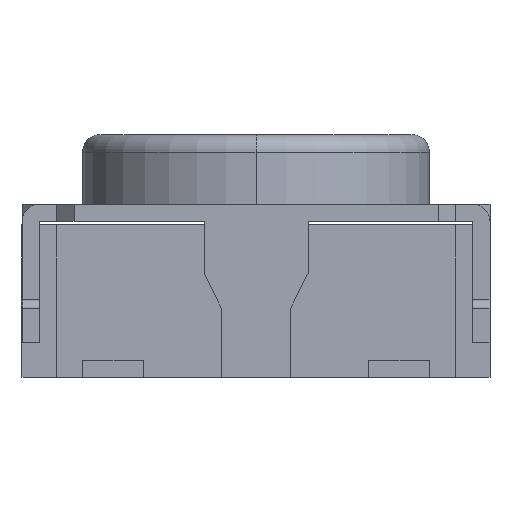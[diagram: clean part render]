
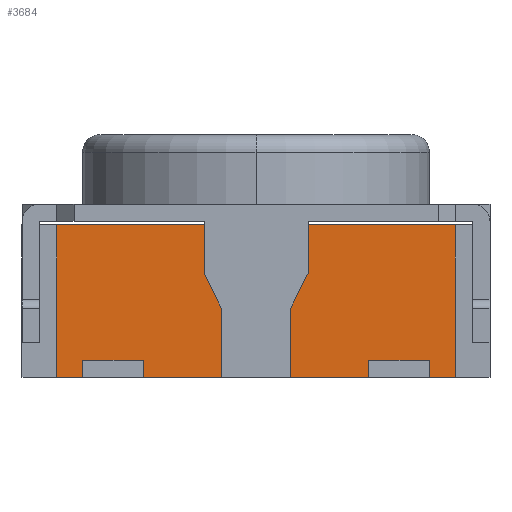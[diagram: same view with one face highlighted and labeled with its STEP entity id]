
A CAD part, left-side view. The second image highlights one B-rep face of the part: STEP entity #3684.
In plain terms, the highlighted planar face has unit normal (-1, 0, 0).
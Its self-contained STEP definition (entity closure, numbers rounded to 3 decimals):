
#1723 = VERTEX_POINT ( 'NONE', #14156 ) ;
#1735 = ORIENTED_EDGE ( 'NONE', *, *, #18663, .T. ) ;
#2352 = LINE ( 'NONE', #5678, #21267 ) ;
#2578 = CARTESIAN_POINT ( 'NONE',  ( 0.15, 2.5, -1. ) ) ;
#3259 = LINE ( 'NONE', #4801, #12345 ) ;
#3684 = ADVANCED_FACE ( 'NONE', ( #4420 ), #4531, .T. ) ;
#3859 = EDGE_CURVE ( 'NONE', #8535, #15358, #7450, .T. ) ;
#3909 = DIRECTION ( 'NONE',  ( 0., 1., 0. ) ) ;
#4420 = FACE_OUTER_BOUND ( 'NONE', #17516, .T. ) ;
#4531 = PLANE ( 'NONE',  #9004 ) ;
#4801 = CARTESIAN_POINT ( 'NONE',  ( 0.15, 2.5, -0.12 ) ) ;
#4921 = CARTESIAN_POINT ( 'NONE',  ( 0.15, 2.5, -0.12 ) ) ;
#5094 = VECTOR ( 'NONE', #19407, 1000. ) ;
#5678 = CARTESIAN_POINT ( 'NONE',  ( 0.15, 2.5, -1. ) ) ;
#6309 = DIRECTION ( 'NONE',  ( 0., -1., 0. ) ) ;
#7450 = LINE ( 'NONE', #12597, #5094 ) ;
#8300 = DIRECTION ( 'NONE',  ( 0., 0., -1. ) ) ;
#8535 = VERTEX_POINT ( 'NONE', #21869 ) ;
#9004 = AXIS2_PLACEMENT_3D ( 'NONE', #12932, #11364, #6309 ) ;
#11364 = DIRECTION ( 'NONE',  ( -1., 0., 0. ) ) ;
#11611 = EDGE_CURVE ( 'NONE', #15358, #18872, #2352, .T. ) ;
#11644 = DIRECTION ( 'NONE',  ( 0., 1., 0. ) ) ;
#12345 = VECTOR ( 'NONE', #8300, 1000. ) ;
#12597 = CARTESIAN_POINT ( 'NONE',  ( 0.15, 0.2, -0.12 ) ) ;
#12932 = CARTESIAN_POINT ( 'NONE',  ( 0.15, 2.5, -0.12 ) ) ;
#14156 = CARTESIAN_POINT ( 'NONE',  ( 0.15, 2.5, -0.12 ) ) ;
#14816 = VECTOR ( 'NONE', #11644, 1000. ) ;
#14984 = ORIENTED_EDGE ( 'NONE', *, *, #18617, .T. ) ;
#15215 = LINE ( 'NONE', #4921, #14816 ) ;
#15358 = VERTEX_POINT ( 'NONE', #16464 ) ;
#15442 = ORIENTED_EDGE ( 'NONE', *, *, #3859, .F. ) ;
#16464 = CARTESIAN_POINT ( 'NONE',  ( 0.15, 0.2, -1. ) ) ;
#17516 = EDGE_LOOP ( 'NONE', ( #21649, #15442, #1735, #14984 ) ) ;
#18617 = EDGE_CURVE ( 'NONE', #1723, #18872, #3259, .T. ) ;
#18663 = EDGE_CURVE ( 'NONE', #8535, #1723, #15215, .T. ) ;
#18872 = VERTEX_POINT ( 'NONE', #2578 ) ;
#19407 = DIRECTION ( 'NONE',  ( 0., 0., -1. ) ) ;
#21267 = VECTOR ( 'NONE', #3909, 1000. ) ;
#21649 = ORIENTED_EDGE ( 'NONE', *, *, #11611, .F. ) ;
#21869 = CARTESIAN_POINT ( 'NONE',  ( 0.15, 0.2, -0.12 ) ) ;
